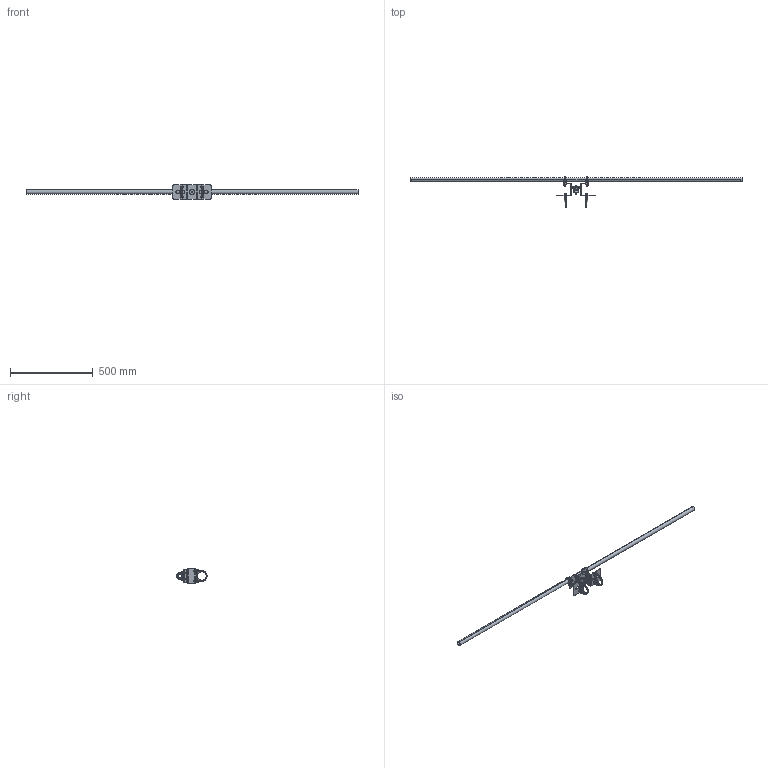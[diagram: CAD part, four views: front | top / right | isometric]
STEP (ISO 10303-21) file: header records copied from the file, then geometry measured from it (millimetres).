
FILE_DESCRIPTION (( 'STEP AP203' ), '1' );
FILE_NAME ('T84506.STEP', '2025-01-15T16:11:58', ( '' ), ( '' ), 'SwSTEP 2.0', 'SolidWorks 2022', '' );
FILE_SCHEMA (( 'CONFIG_CONTROL_DESIGN' ));
Length unit declared in the file: millimetre
Products named in the file (22): T56900_For 2.5 Thk Material; Hex Bolt GradeC_Doughty Fastners_ISO 4016 - M6 x 50 x 50-WS; T84506_LABEL; T63749-1; T56600; PENNY WASHER_M6 x 30; TH5115; TH3208; Hex Nut Style 1 GradeAB_Doughty Fastners_Hexagon Nut ISO - 4032 - M8 - D - S; T63749_For 3mm plate; S3836_Compressed; T84500; B Washer_Bright washer BS 4320 - M8 (Form B); T84506; TH1417; T56800; TH4519; TH1043; T84505; T84500_LABEL; T63749-2; Binx Nut_M6YELL
Assembly tree (27 placements, depth 5):
  T84506
    T84505
      T56900_For 2.5 Thk Material  x2
        T56800
        T56600
        B Washer_Bright washer BS 4320 - M8 (Form B)
        Hex Nut Style 1 GradeAB_Doughty Fastners_Hexagon Nut ISO - 4032 - M8 - D - S
      T84500
        TH1043
        TH4519
        Hex Bolt GradeC_Doughty Fastners_ISO 4016 - M6 x 50 x 50-WS
        Binx Nut_M6YELL
        T84500_LABEL
        TH5115
        T63749_For 3mm plate  x2
          T63749-1
          T63749-2
          Hex Nut Style 1 GradeAB_Doughty Fastners_Hexagon Nut ISO - 4032 - M8 - D - S
        S3836_Compressed
        PENNY WASHER_M6 x 30
        TH3208
    TH1417
    T84506_LABEL
Bounding box: 2000 x 184 x 85 mm (x, y, z)
Volume: 422530.5 mm3; surface area: 458358.4 mm2
Topology: 31 solids, 31 shells, 3487 faces, 8619 edges, 5320 vertices
Faces by surface type: cone 1228, plane 1086, cylinder 696, bspline 422, torus 55
Entity records: 101081 total; most frequent: CARTESIAN_POINT 41800, ORIENTED_EDGE 12366, DIRECTION 10874, EDGE_CURVE 6183, VERTEX_POINT 3930, AXIS2_PLACEMENT_3D 3630, LINE 3614, VECTOR 3614
